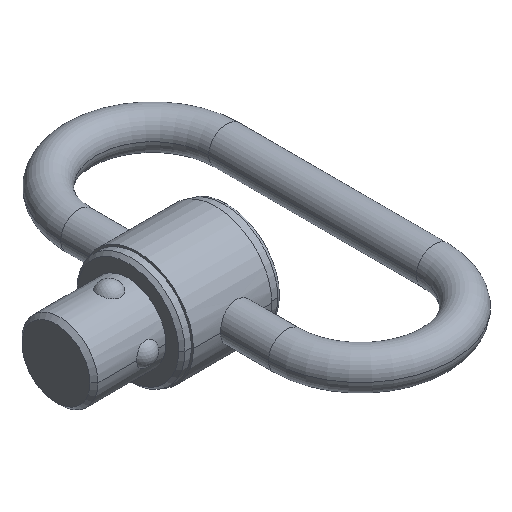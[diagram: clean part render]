
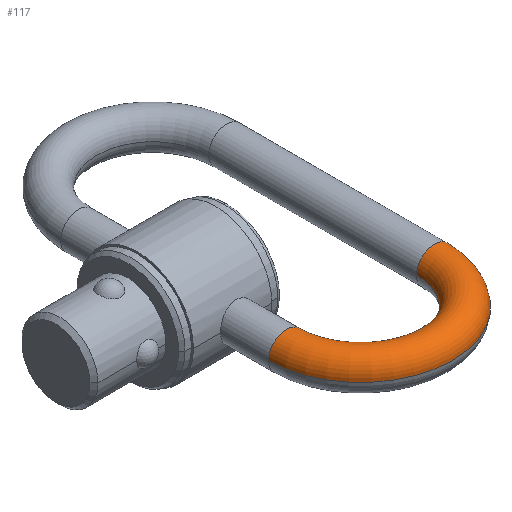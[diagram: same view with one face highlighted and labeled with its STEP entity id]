
A CAD part, isometric view. The second image highlights one B-rep face of the part: STEP entity #117.
In plain terms, the highlighted toroidal (fillet/blend) face has major radius 9.25 mm and minor radius 2.25 mm.
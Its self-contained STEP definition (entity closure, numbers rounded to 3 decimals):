
#117=ADVANCED_FACE('',(#240),#241,.T.);
#240=FACE_OUTER_BOUND('',#362,.T.);
#241=TOROIDAL_SURFACE('',#363,9.25,2.25);
#362=EDGE_LOOP('',(#630,#631,#632,#633));
#363=AXIS2_PLACEMENT_3D('',#634,#635,#636);
#630=ORIENTED_EDGE('',*,*,#783,.F.);
#631=ORIENTED_EDGE('',*,*,#784,.T.);
#632=ORIENTED_EDGE('',*,*,#785,.F.);
#633=ORIENTED_EDGE('',*,*,#786,.T.);
#634=CARTESIAN_POINT('',(25.1,-13.0,0.));
#635=DIRECTION('',(0.0,0.,-1.0));
#636=DIRECTION('',(1.0,0.0,0.0));
#783=EDGE_CURVE('',#947,#948,#949,.T.);
#784=EDGE_CURVE('',#947,#950,#951,.T.);
#785=EDGE_CURVE('',#952,#950,#953,.T.);
#786=EDGE_CURVE('',#952,#948,#954,.T.);
#947=VERTEX_POINT('',#1469);
#948=VERTEX_POINT('',#1470);
#949=CIRCLE('',#1471,11.5);
#950=VERTEX_POINT('',#1472);
#951=CIRCLE('',#1473,2.25);
#952=VERTEX_POINT('',#1474);
#953=CIRCLE('',#1475,7.0);
#954=CIRCLE('',#1476,2.25);
#1469=CARTESIAN_POINT('',(36.6,-13.0,0.));
#1470=CARTESIAN_POINT('',(13.6,-13.0,0.));
#1471=AXIS2_PLACEMENT_3D('',#1618,#1619,#1620);
#1472=CARTESIAN_POINT('',(32.1,-13.0,0.));
#1473=AXIS2_PLACEMENT_3D('',#1621,#1622,#1623);
#1474=CARTESIAN_POINT('',(18.1,-13.0,0.0));
#1475=AXIS2_PLACEMENT_3D('',#1624,#1625,#1626);
#1476=AXIS2_PLACEMENT_3D('',#1627,#1628,#1629);
#1618=CARTESIAN_POINT('',(25.1,-13.0,0.));
#1619=DIRECTION('',(-0.0,0.,-1.0));
#1620=DIRECTION('',(-1.0,0.0,0.0));
#1621=CARTESIAN_POINT('',(34.35,-13.0,0.));
#1622=DIRECTION('',(0.0,-1.0,0.));
#1623=DIRECTION('',(1.0,0.0,0.0));
#1624=CARTESIAN_POINT('',(25.1,-13.0,0.));
#1625=DIRECTION('',(0.0,0.,1.0));
#1626=DIRECTION('',(-1.0,0.0,-0.0));
#1627=CARTESIAN_POINT('',(15.85,-13.0,0.0));
#1628=DIRECTION('',(0.0,-1.0,0.0));
#1629=DIRECTION('',(1.0,0.0,0.0));
